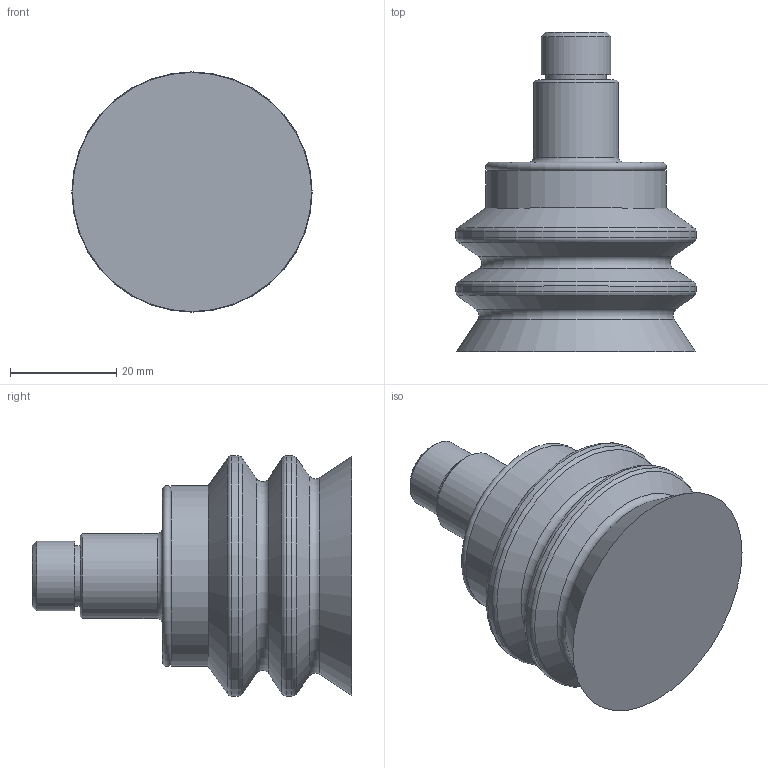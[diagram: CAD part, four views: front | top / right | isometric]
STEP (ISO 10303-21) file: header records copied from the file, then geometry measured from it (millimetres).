
FILE_DESCRIPTION(/* description */ (''),/* implementation_level */ '2;1');
FILE_NAME(/* name */ 'vf45sh30sb_rac21r1-4m.stp',/* time_stamp */ '2024-05-24T13:23:23+02:00',/* author */ ('enginyeria3'),/* organization */ (''),/* preprocessor_version */ 'ST-DEVELOPER v20',/* originating_system */ 'Autodesk Inventor 2024',/* authorisation */ '');
FILE_SCHEMA (('AUTOMOTIVE_DESIGN { 1 0 10303 214 3 1 1 }'));
Length unit declared in the file: millimetre
Products named in the file (1): Pieza24
Bounding box: 45.2 x 60.1 x 45.2 mm (x, y, z)
Volume: 47290.5 mm3; surface area: 9598.2 mm2
Topology: 1 solids, 1 shells, 30 faces, 66 edges, 43 vertices
Faces by surface type: cone 8, torus 8, cylinder 7, plane 7
Full cylindrical faces by diameter (mm): 7.5 x1, 11.445 x1, 13.157 x1, 16 x1, 34 x1, 45.2 x2
Entity records: 957 total; most frequent: DIRECTION 179, CARTESIAN_POINT 140, ORIENTED_EDGE 132, AXIS2_PLACEMENT_3D 82, EDGE_CURVE 66, CIRCLE 51, VERTEX_POINT 43, EDGE_LOOP 35
